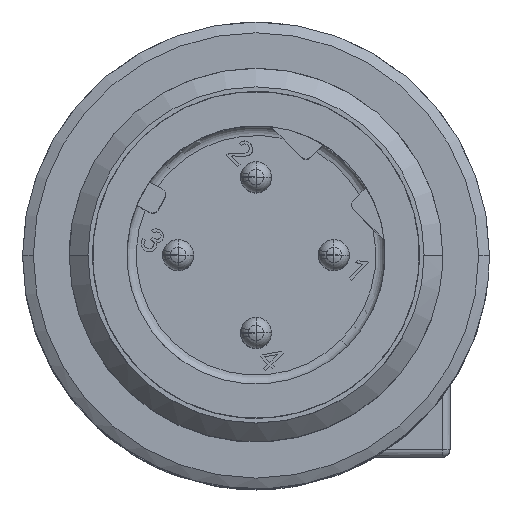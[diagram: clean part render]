
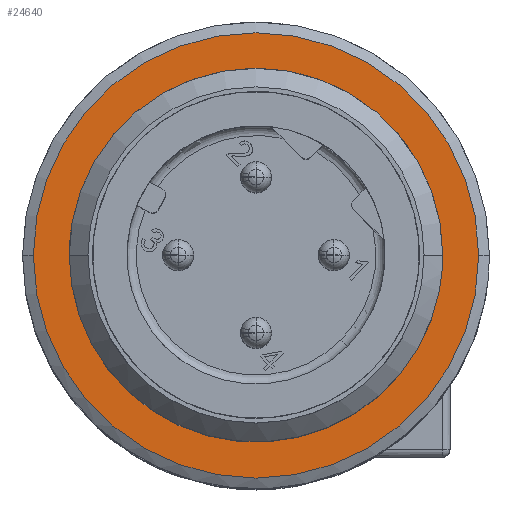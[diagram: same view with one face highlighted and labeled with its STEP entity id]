
A CAD part, top view. The second image highlights one B-rep face of the part: STEP entity #24640.
In plain terms, the highlighted planar face has unit normal (0, 0, 1).
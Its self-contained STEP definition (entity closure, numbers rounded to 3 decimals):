
#24537=AXIS2_PLACEMENT_3D('Circle Axis2P3D',#24535,#24536,$) ;
#24561=AXIS2_PLACEMENT_3D('Circle Axis2P3D',#24559,#24560,$) ;
#24574=AXIS2_PLACEMENT_3D('Plane Axis2P3D',#24571,#24572,#24573) ;
#24532=CARTESIAN_POINT('Vertex',(14.654,7.5,185.)) ;
#24535=CARTESIAN_POINT('Axis2P3D Location',(7.5,7.5,185.)) ;
#24539=CARTESIAN_POINT('Vertex',(0.346,7.5,185.)) ;
#24559=CARTESIAN_POINT('Axis2P3D Location',(7.5,7.5,185.)) ;
#24571=CARTESIAN_POINT('Axis2P3D Location',(7.5,14.654,185.)) ;
#24581=CARTESIAN_POINT('Control Point',(1.5,7.5,185.)) ;
#24582=CARTESIAN_POINT('Control Point',(1.5,6.9,185.)) ;
#24583=CARTESIAN_POINT('Control Point',(1.575,6.3,185.)) ;
#24584=CARTESIAN_POINT('Control Point',(1.725,5.712,185.)) ;
#24585=CARTESIAN_POINT('Control Point',(2.169,4.587,185.)) ;
#24586=CARTESIAN_POINT('Control Point',(2.876,3.606,185.)) ;
#24587=CARTESIAN_POINT('Control Point',(3.289,3.163,185.)) ;
#24588=CARTESIAN_POINT('Control Point',(4.218,2.388,185.)) ;
#24589=CARTESIAN_POINT('Control Point',(5.308,1.866,185.)) ;
#24590=CARTESIAN_POINT('Control Point',(5.884,1.675,185.)) ;
#24591=CARTESIAN_POINT('Control Point',(7.07,1.44,185.)) ;
#24592=CARTESIAN_POINT('Control Point',(8.278,1.505,185.)) ;
#24593=CARTESIAN_POINT('Control Point',(8.875,1.613,185.)) ;
#24594=CARTESIAN_POINT('Control Point',(10.028,1.976,185.)) ;
#24595=CARTESIAN_POINT('Control Point',(11.057,2.612,185.)) ;
#24596=CARTESIAN_POINT('Control Point',(11.529,2.993,185.)) ;
#24597=CARTESIAN_POINT('Control Point',(12.367,3.864,185.)) ;
#24598=CARTESIAN_POINT('Control Point',(12.965,4.915,185.)) ;
#24599=CARTESIAN_POINT('Control Point',(13.196,5.476,185.)) ;
#24600=CARTESIAN_POINT('Control Point',(13.4,6.224,185.)) ;
#24601=CARTESIAN_POINT('Control Point',(13.482,6.99,185.)) ;
#24602=CARTESIAN_POINT('Control Point',(13.494,7.16,185.)) ;
#24603=CARTESIAN_POINT('Control Point',(13.5,7.33,185.)) ;
#24604=CARTESIAN_POINT('Control Point',(13.5,7.5,185.)) ;
#24605=CARTESIAN_POINT('Vertex',(1.5,7.5,185.)) ;
#24607=CARTESIAN_POINT('Vertex',(13.5,7.5,185.)) ;
#24611=CARTESIAN_POINT('Control Point',(13.5,7.5,185.)) ;
#24612=CARTESIAN_POINT('Control Point',(13.5,8.1,185.)) ;
#24613=CARTESIAN_POINT('Control Point',(13.425,8.7,185.)) ;
#24614=CARTESIAN_POINT('Control Point',(13.275,9.288,185.)) ;
#24615=CARTESIAN_POINT('Control Point',(12.831,10.413,185.)) ;
#24616=CARTESIAN_POINT('Control Point',(12.124,11.394,185.)) ;
#24617=CARTESIAN_POINT('Control Point',(11.711,11.837,185.)) ;
#24618=CARTESIAN_POINT('Control Point',(10.782,12.612,185.)) ;
#24619=CARTESIAN_POINT('Control Point',(9.692,13.134,185.)) ;
#24620=CARTESIAN_POINT('Control Point',(9.116,13.325,185.)) ;
#24621=CARTESIAN_POINT('Control Point',(7.93,13.56,185.)) ;
#24622=CARTESIAN_POINT('Control Point',(6.722,13.495,185.)) ;
#24623=CARTESIAN_POINT('Control Point',(6.125,13.387,185.)) ;
#24624=CARTESIAN_POINT('Control Point',(4.972,13.024,185.)) ;
#24625=CARTESIAN_POINT('Control Point',(3.943,12.388,185.)) ;
#24626=CARTESIAN_POINT('Control Point',(3.471,12.007,185.)) ;
#24627=CARTESIAN_POINT('Control Point',(2.633,11.136,185.)) ;
#24628=CARTESIAN_POINT('Control Point',(2.035,10.085,185.)) ;
#24629=CARTESIAN_POINT('Control Point',(1.804,9.524,185.)) ;
#24630=CARTESIAN_POINT('Control Point',(1.6,8.776,185.)) ;
#24631=CARTESIAN_POINT('Control Point',(1.518,8.01,185.)) ;
#24632=CARTESIAN_POINT('Control Point',(1.506,7.84,185.)) ;
#24633=CARTESIAN_POINT('Control Point',(1.5,7.67,185.)) ;
#24634=CARTESIAN_POINT('Control Point',(1.5,7.5,185.)) ;
#24536=DIRECTION('Axis2P3D Direction',(0.,0.,-1.)) ;
#24560=DIRECTION('Axis2P3D Direction',(0.,0.,-1.)) ;
#24572=DIRECTION('Axis2P3D Direction',(0.,0.,-1.)) ;
#24573=DIRECTION('Axis2P3D XDirection',(-1.,0.,0.)) ;
#24577=ORIENTED_EDGE('',*,*,#24563,.T.) ;
#24578=ORIENTED_EDGE('',*,*,#24541,.T.) ;
#24637=ORIENTED_EDGE('',*,*,#24609,.F.) ;
#24638=ORIENTED_EDGE('',*,*,#24635,.F.) ;
#24639=FACE_BOUND('',#24636,.T.) ;
#24640=ADVANCED_FACE('2451110050.1\\a.gr14D49E9B35wh.1\\BREP_WITH_VOIDS #40',(#24579,#24639),#24575,.F.) ;
#24580=B_SPLINE_CURVE_WITH_KNOTS('',5,(#24581,#24582,#24583,#24584,#24585,#24586,#24587,#24588,#24589,#24590,#24591,#24592,#24593,#24594,#24595,#24596,#24597,#24598,#24599,#24600,#24601,#24602,#24603,#24604),.UNSPECIFIED.,.F.,.U.,(6,3,3,3,3,3,3,6),(0.,4.243,8.485,12.728,16.97,21.213,25.456,26.657),.UNSPECIFIED.) ;
#24610=B_SPLINE_CURVE_WITH_KNOTS('',5,(#24611,#24612,#24613,#24614,#24615,#24616,#24617,#24618,#24619,#24620,#24621,#24622,#24623,#24624,#24625,#24626,#24627,#24628,#24629,#24630,#24631,#24632,#24633,#24634),.UNSPECIFIED.,.F.,.U.,(6,3,3,3,3,3,3,6),(0.,4.243,8.485,12.728,16.97,21.213,25.456,26.657),.UNSPECIFIED.) ;
#24538=CIRCLE('generated circle',#24537,7.154) ;
#24562=CIRCLE('generated circle',#24561,7.154) ;
#24541=EDGE_CURVE('',#24540,#24533,#24538,.F.) ;
#24563=EDGE_CURVE('',#24533,#24540,#24562,.F.) ;
#24609=EDGE_CURVE('',#24606,#24608,#24580,.T.) ;
#24635=EDGE_CURVE('',#24608,#24606,#24610,.T.) ;
#24576=EDGE_LOOP('',(#24577,#24578)) ;
#24636=EDGE_LOOP('',(#24637,#24638)) ;
#24579=FACE_OUTER_BOUND('',#24576,.T.) ;
#24575=PLANE('',#24574) ;
#24533=VERTEX_POINT('',#24532) ;
#24540=VERTEX_POINT('',#24539) ;
#24606=VERTEX_POINT('',#24605) ;
#24608=VERTEX_POINT('',#24607) ;
